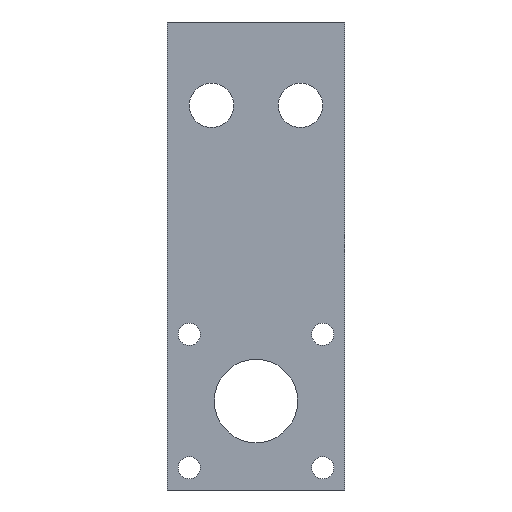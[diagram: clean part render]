
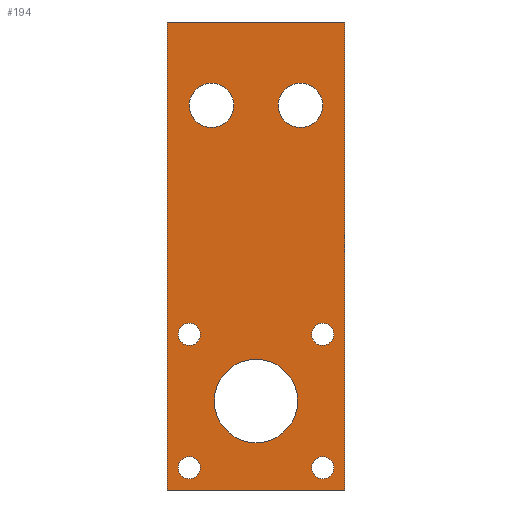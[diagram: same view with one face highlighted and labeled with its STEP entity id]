
A CAD part, front view. The second image highlights one B-rep face of the part: STEP entity #194.
In plain terms, the highlighted planar face has unit normal (0, -1, 0).
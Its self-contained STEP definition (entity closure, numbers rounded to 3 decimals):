
#16=CARTESIAN_POINT('',(-16.0,0.0,15.0));
#17=VERTEX_POINT('',#16);
#18=CARTESIAN_POINT('',(-16.0,-0.0,-69.21));
#19=VERTEX_POINT('',#18);
#20=CARTESIAN_POINT('',(-16.0,0.0,-17.21));
#21=DIRECTION('',(0.0,-0.0,-1.0));
#22=VECTOR('',#21,1.0);
#23=LINE('',#20,#22);
#24=EDGE_CURVE('no 229',#17,#19,#23,.T.);
#66=CARTESIAN_POINT('',(16.0,-0.0,15.0));
#67=VERTEX_POINT('',#66);
#74=CARTESIAN_POINT('',(16.0,-0.0,-69.21));
#75=VERTEX_POINT('',#74);
#76=CARTESIAN_POINT('',(16.0,0.0,-17.21));
#77=DIRECTION('',(0.0,0.0,1.0));
#78=VECTOR('',#77,1.0);
#79=LINE('',#76,#78);
#80=EDGE_CURVE('no 235',#75,#67,#79,.T.);
#96=CARTESIAN_POINT('',(-12.0,-0.0,-39.21));
#97=VERTEX_POINT('',#96);
#98=CARTESIAN_POINT('',(-12.0,-0.0,-41.21));
#99=DIRECTION('',(0.0,1.0,-0.0));
#100=DIRECTION('',(-0.0,0.0,1.0));
#101=AXIS2_PLACEMENT_3D('',#98,#99,#100);
#102=CIRCLE('',#101,2.0);
#103=EDGE_CURVE('no 595',#97,#97,#102,.T.);
#104=ORIENTED_EDGE('',*,*,#103,.T.);
#105=EDGE_LOOP('',(#104));
#106=FACE_OUTER_BOUND('',#105,.T.);
#107=CARTESIAN_POINT('',(12.0,-0.0,-39.21));
#108=VERTEX_POINT('',#107);
#109=CARTESIAN_POINT('',(12.0,-0.0,-41.21));
#110=DIRECTION('',(0.0,1.0,-0.0));
#111=DIRECTION('',(-0.0,0.0,1.0));
#112=AXIS2_PLACEMENT_3D('',#109,#110,#111);
#113=CIRCLE('',#112,2.0);
#114=EDGE_CURVE('no 627',#108,#108,#113,.T.);
#115=ORIENTED_EDGE('',*,*,#114,.T.);
#116=EDGE_LOOP('',(#115));
#117=FACE_BOUND('',#116,.T.);
#118=CARTESIAN_POINT('',(12.0,-0.0,-63.21));
#119=VERTEX_POINT('',#118);
#120=CARTESIAN_POINT('',(12.0,-0.0,-65.21));
#121=DIRECTION('',(0.0,1.0,-0.0));
#122=DIRECTION('',(-0.0,0.0,1.0));
#123=AXIS2_PLACEMENT_3D('',#120,#121,#122);
#124=CIRCLE('',#123,2.0);
#125=EDGE_CURVE('no 659',#119,#119,#124,.T.);
#126=ORIENTED_EDGE('',*,*,#125,.T.);
#127=EDGE_LOOP('',(#126));
#128=FACE_BOUND('',#127,.T.);
#129=CARTESIAN_POINT('',(-12.0,-0.0,-63.21));
#130=VERTEX_POINT('',#129);
#131=CARTESIAN_POINT('',(-12.0,-0.0,-65.21));
#132=DIRECTION('',(0.0,1.0,-0.0));
#133=DIRECTION('',(-0.0,0.0,1.0));
#134=AXIS2_PLACEMENT_3D('',#131,#132,#133);
#135=CIRCLE('',#134,2.0);
#136=EDGE_CURVE('no 691',#130,#130,#135,.T.);
#137=ORIENTED_EDGE('',*,*,#136,.T.);
#138=EDGE_LOOP('',(#137));
#139=FACE_BOUND('',#138,.T.);
#140=CARTESIAN_POINT('',(0.0,-0.0,-45.71));
#141=VERTEX_POINT('',#140);
#142=CARTESIAN_POINT('',(0.0,-0.0,-53.21));
#143=DIRECTION('',(0.0,1.0,-0.0));
#144=DIRECTION('',(-0.0,0.0,1.0));
#145=AXIS2_PLACEMENT_3D('',#142,#143,#144);
#146=CIRCLE('',#145,7.5);
#147=EDGE_CURVE('no 723',#141,#141,#146,.T.);
#148=ORIENTED_EDGE('',*,*,#147,.T.);
#149=EDGE_LOOP('',(#148));
#150=FACE_BOUND('',#149,.T.);
#151=ORIENTED_EDGE('',*,*,#80,.T.);
#152=CARTESIAN_POINT('',(-16.0,0.0,15.0));
#153=DIRECTION('',(1.0,0.0,0.0));
#154=VECTOR('',#153,1.0);
#155=LINE('',#152,#154);
#156=EDGE_CURVE('no 1148',#17,#67,#155,.T.);
#157=ORIENTED_EDGE('',*,*,#156,.F.);
#158=ORIENTED_EDGE('',*,*,#24,.T.);
#159=CARTESIAN_POINT('',(0.0,-0.0,-69.21));
#160=DIRECTION('',(1.0,0.0,0.0));
#161=VECTOR('',#160,1.0);
#162=LINE('',#159,#161);
#163=EDGE_CURVE('no 232',#19,#75,#162,.T.);
#164=ORIENTED_EDGE('',*,*,#163,.T.);
#165=EDGE_LOOP('',(#151,#157,#158,#164));
#166=FACE_BOUND('',#165,.T.);
#167=CARTESIAN_POINT('',(-8.0,0.0,-4.0));
#168=VERTEX_POINT('',#167);
#169=CARTESIAN_POINT('',(-8.0,0.0,0.0));
#170=DIRECTION('',(0.0,-1.0,0.0));
#171=DIRECTION('',(0.0,0.0,-1.0));
#172=AXIS2_PLACEMENT_3D('',#169,#170,#171);
#173=CIRCLE('',#172,4.0);
#174=EDGE_CURVE('no 1152',#168,#168,#173,.T.);
#175=ORIENTED_EDGE('',*,*,#174,.F.);
#176=EDGE_LOOP('',(#175));
#177=FACE_BOUND('',#176,.T.);
#178=CARTESIAN_POINT('',(8.0,0.0,-4.0));
#179=VERTEX_POINT('',#178);
#180=CARTESIAN_POINT('',(8.0,0.0,0.0));
#181=DIRECTION('',(0.0,-1.0,0.0));
#182=DIRECTION('',(0.0,0.0,-1.0));
#183=AXIS2_PLACEMENT_3D('',#180,#181,#182);
#184=CIRCLE('',#183,4.0);
#185=EDGE_CURVE('no 1150',#179,#179,#184,.T.);
#186=ORIENTED_EDGE('',*,*,#185,.F.);
#187=EDGE_LOOP('',(#186));
#188=FACE_BOUND('',#187,.T.);
#189=CARTESIAN_POINT('',(0.0,0.0,0.0));
#190=DIRECTION('',(0.0,-1.0,0.0));
#191=DIRECTION('',(0.0,0.0,-1.0));
#192=AXIS2_PLACEMENT_3D('',#189,#190,#191);
#193=PLANE('',#192);
#194=ADVANCED_FACE('no 265',(#106,#117,#128,#139,#150,#166,#177,#188),#193,.T.);
